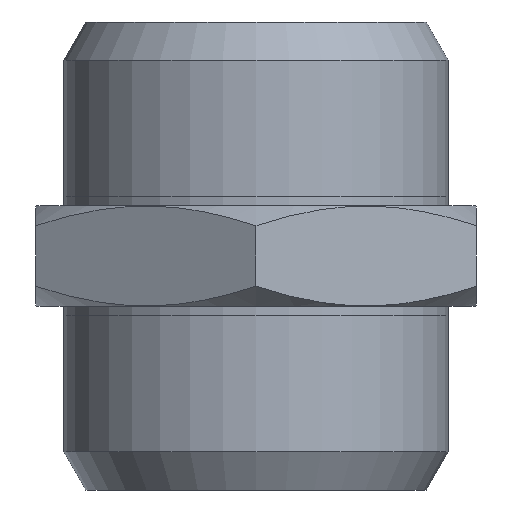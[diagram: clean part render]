
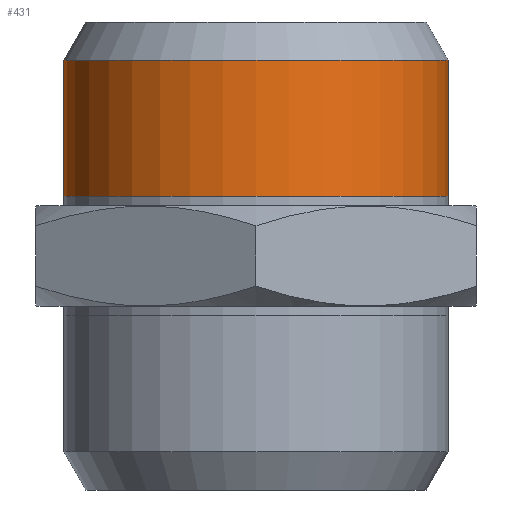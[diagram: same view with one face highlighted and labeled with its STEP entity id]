
A CAD part, left-side view. The second image highlights one B-rep face of the part: STEP entity #431.
In plain terms, the highlighted cylindrical face has radius 10.477 mm (diameter 20.955 mm), a full revolution.
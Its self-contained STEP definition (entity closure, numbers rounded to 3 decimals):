
#20=CYLINDRICAL_SURFACE('',#461,10.478);
#28=CIRCLE('',#460,10.478);
#29=CIRCLE('',#462,10.478);
#92=ORIENTED_EDGE('',*,*,#143,.T.);
#93=ORIENTED_EDGE('',*,*,#142,.F.);
#142=EDGE_CURVE('',#168,#168,#28,.T.);
#143=EDGE_CURVE('',#169,#169,#29,.T.);
#168=VERTEX_POINT('',#680);
#169=VERTEX_POINT('',#683);
#203=EDGE_LOOP('',(#92));
#204=EDGE_LOOP('',(#93));
#239=FACE_BOUND('',#203,.T.);
#240=FACE_BOUND('',#204,.T.);
#431=ADVANCED_FACE('',(#239,#240),#20,.T.);
#460=AXIS2_PLACEMENT_3D('',#679,#515,#516);
#461=AXIS2_PLACEMENT_3D('',#681,#517,#518);
#462=AXIS2_PLACEMENT_3D('',#682,#519,#520);
#515=DIRECTION('',(0.,0.,1.));
#516=DIRECTION('',(1.,0.,0.));
#517=DIRECTION('',(0.,0.,1.));
#518=DIRECTION('',(1.,0.,0.));
#519=DIRECTION('',(0.,0.,1.));
#520=DIRECTION('',(1.,0.,0.));
#679=CARTESIAN_POINT('',(0.,0.,-2.078));
#680=CARTESIAN_POINT('',(10.478,0.,-2.078));
#681=CARTESIAN_POINT('',(0.,0.,-10.));
#682=CARTESIAN_POINT('',(0.,0.,-9.5));
#683=CARTESIAN_POINT('',(10.478,0.,-9.5));
